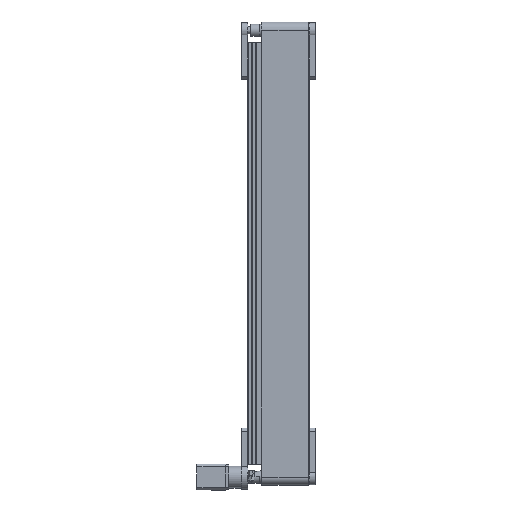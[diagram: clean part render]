
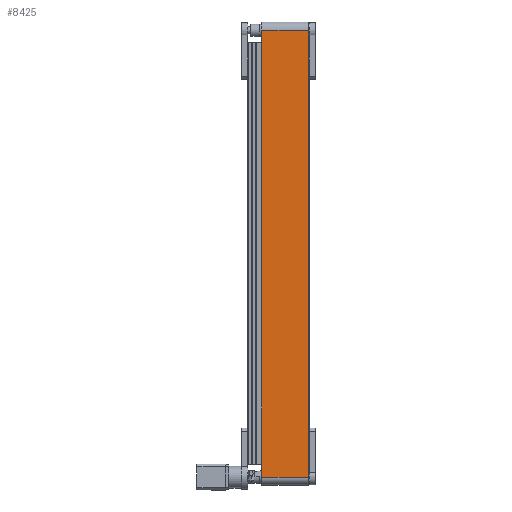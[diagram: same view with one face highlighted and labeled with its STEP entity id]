
A CAD part, front view. The second image highlights one B-rep face of the part: STEP entity #8425.
In plain terms, the highlighted face is planar.
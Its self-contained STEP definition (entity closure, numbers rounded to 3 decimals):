
#977=LINE('',#14047,#1869);
#978=LINE('',#14050,#1870);
#979=LINE('',#14052,#1871);
#980=LINE('',#14054,#1872);
#1869=VECTOR('',#11538,1000.);
#1870=VECTOR('',#11539,1000.);
#1871=VECTOR('',#11540,1000.);
#1872=VECTOR('',#11541,1000.);
#2254=PLANE('',#9462);
#4496=ORIENTED_EDGE('',*,*,#5691,.T.);
#4497=ORIENTED_EDGE('',*,*,#5692,.F.);
#4498=ORIENTED_EDGE('',*,*,#5693,.F.);
#4499=ORIENTED_EDGE('',*,*,#5694,.T.);
#5691=EDGE_CURVE('',#6506,#6507,#977,.T.);
#5692=EDGE_CURVE('',#6508,#6507,#978,.T.);
#5693=EDGE_CURVE('',#6509,#6508,#979,.T.);
#5694=EDGE_CURVE('',#6509,#6506,#980,.T.);
#6506=VERTEX_POINT('',#14048);
#6507=VERTEX_POINT('',#14049);
#6508=VERTEX_POINT('',#14051);
#6509=VERTEX_POINT('',#14053);
#7202=EDGE_LOOP('',(#4496,#4497,#4498,#4499));
#7869=FACE_BOUND('',#7202,.T.);
#8425=ADVANCED_FACE('',(#7869),#2254,.F.);
#9462=AXIS2_PLACEMENT_3D('',#14046,#11536,#11537);
#11536=DIRECTION('',(0.,0.,-1.));
#11537=DIRECTION('',(-1.,0.,0.));
#11538=DIRECTION('',(-1.,0.,0.));
#11539=DIRECTION('',(0.,1.,0.));
#11540=DIRECTION('',(-1.,0.,0.));
#11541=DIRECTION('',(0.,1.,0.));
#14046=CARTESIAN_POINT('',(0.,-76.2,13.429));
#14047=CARTESIAN_POINT('',(0.,0.,13.429));
#14048=CARTESIAN_POINT('',(0.,0.,13.429));
#14049=CARTESIAN_POINT('',(-730.,0.,13.429));
#14050=CARTESIAN_POINT('',(-730.,-76.2,13.429));
#14051=CARTESIAN_POINT('',(-730.,-76.2,13.429));
#14052=CARTESIAN_POINT('',(0.,-76.2,13.429));
#14053=CARTESIAN_POINT('',(0.,-76.2,13.429));
#14054=CARTESIAN_POINT('',(0.,-76.2,13.429));
